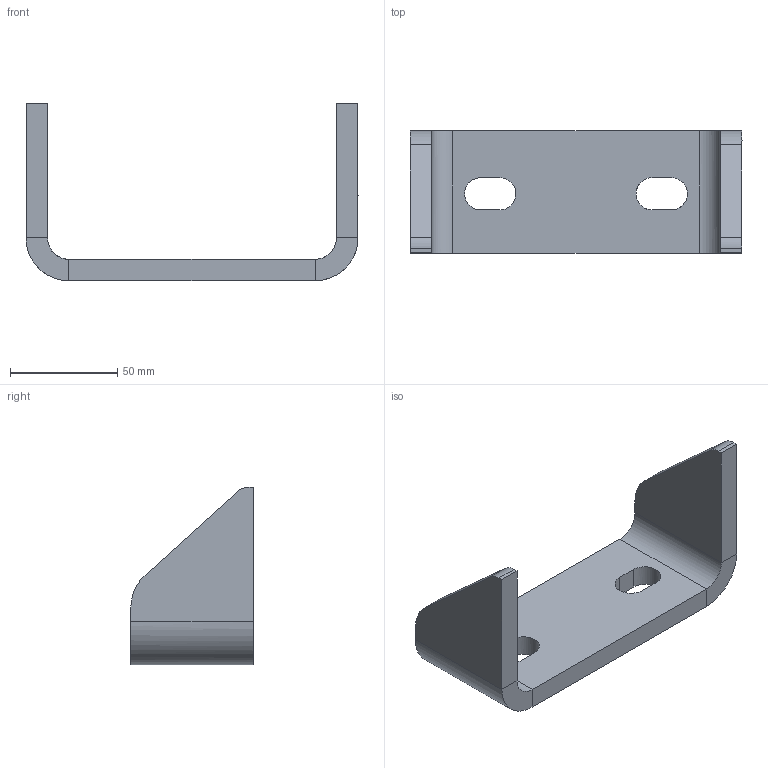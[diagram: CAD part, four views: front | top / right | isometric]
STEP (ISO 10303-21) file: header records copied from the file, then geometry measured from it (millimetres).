
FILE_DESCRIPTION (( 'STEP AP203' ), '1' );
FILE_NAME ('Aynalama33360_33360_Esnek V alt parça_uzun.IGS_Default_sldprt.STEP', '2023-01-17T08:08:58', ( '' ), ( '' ), 'SwSTEP 2.0', 'SolidWorks 2019', '' );
FILE_SCHEMA (( 'CONFIG_CONTROL_DESIGN' ));
Length unit declared in the file: millimetre
Products named in the file (1): Aynalama33360_33360_Esnek V alt parça_uzun.IGS_Default_sldprt
Bounding box: 154.82 x 57 x 82.72 mm (x, y, z)
Volume: 132898.7 mm3; surface area: 34165.1 mm2
Topology: 1 solids, 1 shells, 38 faces, 92 edges, 56 vertices
Faces by surface type: bspline 38
Entity records: 1275 total; most frequent: CARTESIAN_POINT 637, ORIENTED_EDGE 184, EDGE_CURVE 92, B_SPLINE_CURVE_WITH_KNOTS 76, VERTEX_POINT 56, EDGE_LOOP 42, ADVANCED_FACE 38, FACE_OUTER_BOUND 38
